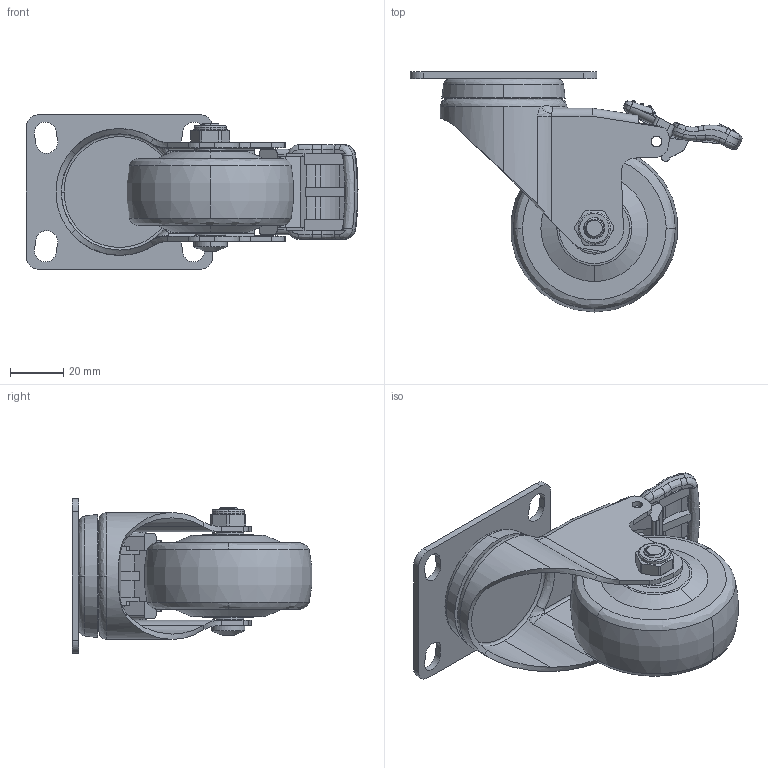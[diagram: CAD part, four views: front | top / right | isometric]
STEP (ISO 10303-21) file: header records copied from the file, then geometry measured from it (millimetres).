
FILE_DESCRIPTION (( 'STEP AP203' ), '1' );
FILE_NAME ('WH-36225H-76 2.5in SWIVEL BRAKE PLATE MOUNTING H=89( 55.5x44.2mm pitch).STEP', '2022-09-21T09:30:47', ( '' ), ( '' ), 'SwSTEP 2.0', 'SolidWorks 2018', '' );
FILE_SCHEMA (( 'CONFIG_CONTROL_DESIGN' ));
Length unit declared in the file: millimetre
Products named in the file (11): WH-36225H-76 2.5in SWIVEL BRAKE PLATE MOUNTING H=89( 55.5x44.2mm pitch); 3625-964; 350-33A; 3601-64; 300-34; 361225H
Assembly tree (5 placements, depth 2):
  WH-36225H-76 2.5in SWIVEL BRAKE PLATE MOUNTING H=89( 55.5x44.2mm pitch)
    361225H
    3625-964
    350-33A
    300-34
    3601-64
  3625-964
  350-33A
  3601-64
  361225H
Bounding box: 124.29 x 89.81 x 58 mm (x, y, z)
Volume: 125153.9 mm3; surface area: 43177.9 mm2
Topology: 5 solids, 5 shells, 481 faces, 1282 edges, 800 vertices
Faces by surface type: cylinder 173, plane 151, bspline 127, cone 28, torus 2
Entity records: 25651 total; most frequent: CARTESIAN_POINT 13996, ORIENTED_EDGE 2516, DIRECTION 1837, EDGE_CURVE 1258, VERTEX_POINT 800, AXIS2_PLACEMENT_3D 674, EDGE_LOOP 518, VECTOR 489
